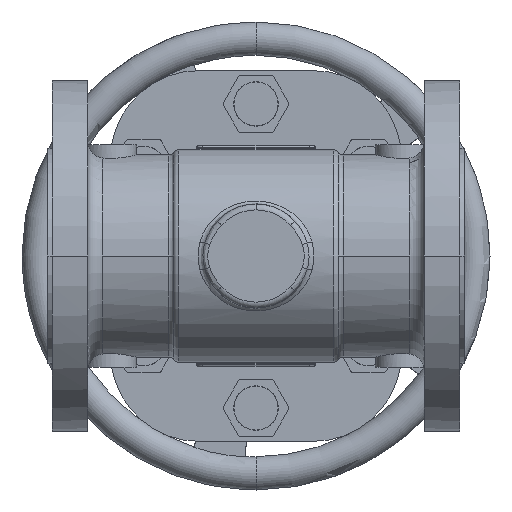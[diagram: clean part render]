
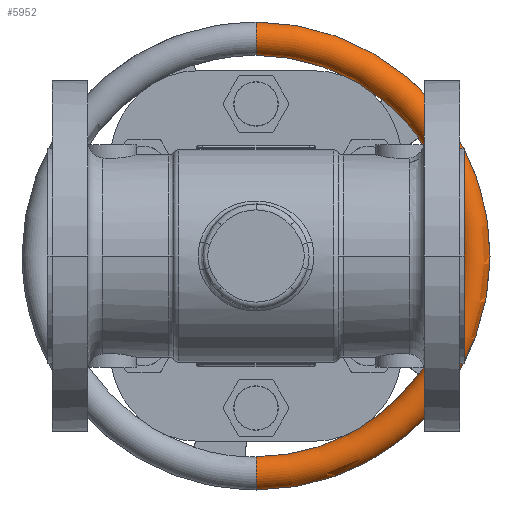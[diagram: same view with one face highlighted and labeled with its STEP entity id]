
A CAD part, front view. The second image highlights one B-rep face of the part: STEP entity #5952.
In plain terms, the highlighted toroidal (fillet/blend) face has major radius 92.88 mm and minor radius 7.12 mm.
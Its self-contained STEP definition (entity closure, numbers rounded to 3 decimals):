
#79 = ORIENTED_EDGE ( 'NONE', *, *, #18735, .T. ) ;
#419 = VERTEX_POINT ( 'NONE', #13476 ) ;
#507 = DIRECTION ( 'NONE',  ( 1., 0., 0. ) ) ;
#550 = CARTESIAN_POINT ( 'NONE',  ( 0., 300.47, 0. ) ) ;
#1258 = AXIS2_PLACEMENT_3D ( 'NONE', #9024, #3629, #21438 ) ;
#1462 = DIRECTION ( 'NONE',  ( 0., 0., -1. ) ) ;
#2201 = DIRECTION ( 'NONE',  ( 0., 0., 1. ) ) ;
#2256 = CARTESIAN_POINT ( 'NONE',  ( 0., 302.25, -92.88 ) ) ;
#2686 = VERTEX_POINT ( 'NONE', #21418 ) ;
#2808 = AXIS2_PLACEMENT_3D ( 'NONE', #12520, #507, #26625 ) ;
#2956 = CARTESIAN_POINT ( 'NONE',  ( 0., 302.25, 100. ) ) ;
#3629 = DIRECTION ( 'NONE',  ( 0., -1., 0. ) ) ;
#4034 = VERTEX_POINT ( 'NONE', #27959 ) ;
#4218 = VERTEX_POINT ( 'NONE', #29423 ) ;
#4411 = EDGE_CURVE ( 'NONE', #18609, #2686, #23384, .T. ) ;
#4448 = ORIENTED_EDGE ( 'NONE', *, *, #17396, .F. ) ;
#4644 = AXIS2_PLACEMENT_3D ( 'NONE', #2256, #30613, #7173 ) ;
#4793 = VERTEX_POINT ( 'NONE', #25038 ) ;
#5492 = CARTESIAN_POINT ( 'NONE',  ( 0., 302.25, 0. ) ) ;
#5572 = DIRECTION ( 'NONE',  ( 0., 0., -1. ) ) ;
#5760 = CIRCLE ( 'NONE', #10618, 85.76 ) ;
#5952 = ADVANCED_FACE ( 'NONE', ( #32692 ), #6113, .T. ) ;
#6113 = TOROIDAL_SURFACE ( 'NONE', #23448, 92.88, 7.12 ) ;
#6891 = CARTESIAN_POINT ( 'NONE',  ( 0., 302.25, -100. ) ) ;
#7173 = DIRECTION ( 'NONE',  ( 0., 0., 1. ) ) ;
#7326 = EDGE_CURVE ( 'NONE', #4793, #419, #18111, .T. ) ;
#7910 = CIRCLE ( 'NONE', #4644, 7.12 ) ;
#8009 = AXIS2_PLACEMENT_3D ( 'NONE', #30546, #17778, #2201 ) ;
#8633 = DIRECTION ( 'NONE',  ( 0., 0., -1. ) ) ;
#8804 = EDGE_CURVE ( 'NONE', #4034, #23445, #24726, .T. ) ;
#9024 = CARTESIAN_POINT ( 'NONE',  ( 0., 302.25, 0. ) ) ;
#9113 = CIRCLE ( 'NONE', #1258, 100. ) ;
#9127 = CARTESIAN_POINT ( 'NONE',  ( 0., 302.25, 0. ) ) ;
#9805 = AXIS2_PLACEMENT_3D ( 'NONE', #26748, #16516, #19276 ) ;
#9837 = CIRCLE ( 'NONE', #32118, 7.12 ) ;
#10028 = EDGE_CURVE ( 'NONE', #10777, #4218, #27614, .T. ) ;
#10054 = DIRECTION ( 'NONE',  ( 0.809, 0., -0.588 ) ) ;
#10339 = CIRCLE ( 'NONE', #9805, 7.12 ) ;
#10389 = DIRECTION ( 'NONE',  ( -0.588, 0., 0.809 ) ) ;
#10466 = CARTESIAN_POINT ( 'NONE',  ( 0., 302.25, 0. ) ) ;
#10618 = AXIS2_PLACEMENT_3D ( 'NONE', #9127, #11830, #8633 ) ;
#10698 = DIRECTION ( 'NONE',  ( -0.777, 0., 0.629 ) ) ;
#10777 = VERTEX_POINT ( 'NONE', #21083 ) ;
#11018 = VERTEX_POINT ( 'NONE', #6891 ) ;
#11811 = VERTEX_POINT ( 'NONE', #17841 ) ;
#11830 = DIRECTION ( 'NONE',  ( 0., -1., 0. ) ) ;
#12002 = ORIENTED_EDGE ( 'NONE', *, *, #7326, .F. ) ;
#12009 = EDGE_CURVE ( 'NONE', #4793, #10777, #10339, .T. ) ;
#12399 = ORIENTED_EDGE ( 'NONE', *, *, #8804, .T. ) ;
#12452 = EDGE_CURVE ( 'NONE', #11811, #4034, #19616, .T. ) ;
#12520 = CARTESIAN_POINT ( 'NONE',  ( 0., 302.25, 92.88 ) ) ;
#12923 = AXIS2_PLACEMENT_3D ( 'NONE', #550, #21249, #31619 ) ;
#13476 = CARTESIAN_POINT ( 'NONE',  ( 69.381, 302.25, 50.408 ) ) ;
#13819 = ORIENTED_EDGE ( 'NONE', *, *, #26608, .F. ) ;
#14258 = ORIENTED_EDGE ( 'NONE', *, *, #12009, .T. ) ;
#14406 = CARTESIAN_POINT ( 'NONE',  ( 69.381, 302.25, -50.408 ) ) ;
#15632 = DIRECTION ( 'NONE',  ( 0., -1., 0. ) ) ;
#15898 = AXIS2_PLACEMENT_3D ( 'NONE', #30649, #10389, #25869 ) ;
#16151 = ORIENTED_EDGE ( 'NONE', *, *, #31996, .F. ) ;
#16516 = DIRECTION ( 'NONE',  ( 0.358, 0., 0.934 ) ) ;
#16634 = CARTESIAN_POINT ( 'NONE',  ( 0., 302.25, -85.76 ) ) ;
#17396 = EDGE_CURVE ( 'NONE', #11018, #30157, #7910, .T. ) ;
#17583 = AXIS2_PLACEMENT_3D ( 'NONE', #10466, #31382, #5572 ) ;
#17778 = DIRECTION ( 'NONE',  ( 0., 1., 0. ) ) ;
#17841 = CARTESIAN_POINT ( 'NONE',  ( 53.971, 302.25, 66.648 ) ) ;
#17955 = AXIS2_PLACEMENT_3D ( 'NONE', #23625, #10698, #24294 ) ;
#18111 = CIRCLE ( 'NONE', #20280, 85.76 ) ;
#18280 = ORIENTED_EDGE ( 'NONE', *, *, #4411, .T. ) ;
#18609 = VERTEX_POINT ( 'NONE', #2956 ) ;
#18735 = EDGE_CURVE ( 'NONE', #11018, #18609, #9113, .T. ) ;
#18805 = ORIENTED_EDGE ( 'NONE', *, *, #12452, .T. ) ;
#19276 = DIRECTION ( 'NONE',  ( 0.934, 0., -0.358 ) ) ;
#19616 = CIRCLE ( 'NONE', #17955, 7.12 ) ;
#20280 = AXIS2_PLACEMENT_3D ( 'NONE', #5492, #15632, #31306 ) ;
#21083 = CARTESIAN_POINT ( 'NONE',  ( 80.275, 300.47, -30.815 ) ) ;
#21249 = DIRECTION ( 'NONE',  ( 0., 1., 0. ) ) ;
#21418 = CARTESIAN_POINT ( 'NONE',  ( 0., 302.25, 85.76 ) ) ;
#21438 = DIRECTION ( 'NONE',  ( 0., 0., -1. ) ) ;
#22320 = DIRECTION ( 'NONE',  ( 0., -1., 0. ) ) ;
#22398 = VERTEX_POINT ( 'NONE', #14406 ) ;
#22796 = DIRECTION ( 'NONE',  ( 0.588, 0., 0.809 ) ) ;
#22825 = ORIENTED_EDGE ( 'NONE', *, *, #32897, .F. ) ;
#22972 = CARTESIAN_POINT ( 'NONE',  ( 69.564, 300.47, 50.541 ) ) ;
#23384 = CIRCLE ( 'NONE', #2808, 7.12 ) ;
#23445 = VERTEX_POINT ( 'NONE', #22972 ) ;
#23448 = AXIS2_PLACEMENT_3D ( 'NONE', #24708, #22320, #1462 ) ;
#23625 = CARTESIAN_POINT ( 'NONE',  ( 58.451, 302.25, 72.181 ) ) ;
#24031 = ORIENTED_EDGE ( 'NONE', *, *, #10028, .T. ) ;
#24069 = CIRCLE ( 'NONE', #15898, 7.12 ) ;
#24294 = DIRECTION ( 'NONE',  ( 0.629, 0., 0.777 ) ) ;
#24708 = CARTESIAN_POINT ( 'NONE',  ( 0., 302.25, 0. ) ) ;
#24726 = CIRCLE ( 'NONE', #8009, 85.986 ) ;
#25038 = CARTESIAN_POINT ( 'NONE',  ( 80.064, 302.25, -30.734 ) ) ;
#25496 = ORIENTED_EDGE ( 'NONE', *, *, #29842, .F. ) ;
#25869 = DIRECTION ( 'NONE',  ( 0.809, 0., 0.588 ) ) ;
#26608 = EDGE_CURVE ( 'NONE', #22398, #4218, #9837, .T. ) ;
#26625 = DIRECTION ( 'NONE',  ( 0., 0., -1. ) ) ;
#26748 = CARTESIAN_POINT ( 'NONE',  ( 86.711, 302.25, -33.285 ) ) ;
#27614 = CIRCLE ( 'NONE', #12923, 85.986 ) ;
#27959 = CARTESIAN_POINT ( 'NONE',  ( 54.113, 300.47, 66.824 ) ) ;
#28088 = CARTESIAN_POINT ( 'NONE',  ( 75.141, 302.25, -54.593 ) ) ;
#29423 = CARTESIAN_POINT ( 'NONE',  ( 69.564, 300.47, -50.541 ) ) ;
#29842 = EDGE_CURVE ( 'NONE', #419, #23445, #24069, .T. ) ;
#29935 = EDGE_LOOP ( 'NONE', ( #4448, #79, #18280, #16151, #18805, #12399, #25496, #12002, #14258, #24031, #13819, #22825 ) ) ;
#30157 = VERTEX_POINT ( 'NONE', #16634 ) ;
#30546 = CARTESIAN_POINT ( 'NONE',  ( 0., 300.47, 0. ) ) ;
#30613 = DIRECTION ( 'NONE',  ( -1., 0., 0. ) ) ;
#30649 = CARTESIAN_POINT ( 'NONE',  ( 75.141, 302.25, 54.593 ) ) ;
#31306 = DIRECTION ( 'NONE',  ( 0., 0., -1. ) ) ;
#31382 = DIRECTION ( 'NONE',  ( 0., -1., 0. ) ) ;
#31619 = DIRECTION ( 'NONE',  ( 0., 0., 1. ) ) ;
#31996 = EDGE_CURVE ( 'NONE', #11811, #2686, #33342, .T. ) ;
#32118 = AXIS2_PLACEMENT_3D ( 'NONE', #28088, #22796, #10054 ) ;
#32692 = FACE_OUTER_BOUND ( 'NONE', #29935, .T. ) ;
#32897 = EDGE_CURVE ( 'NONE', #30157, #22398, #5760, .T. ) ;
#33342 = CIRCLE ( 'NONE', #17583, 85.76 ) ;
